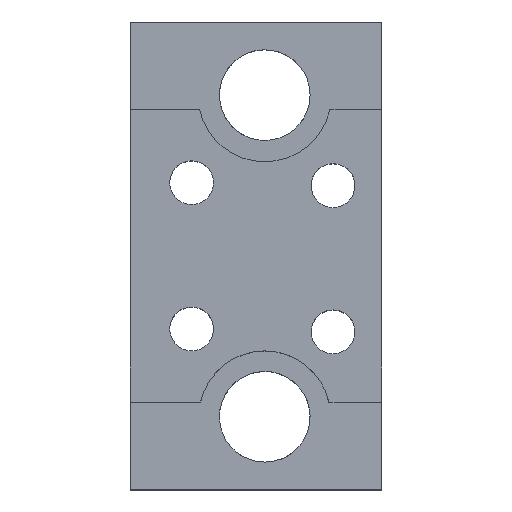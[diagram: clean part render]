
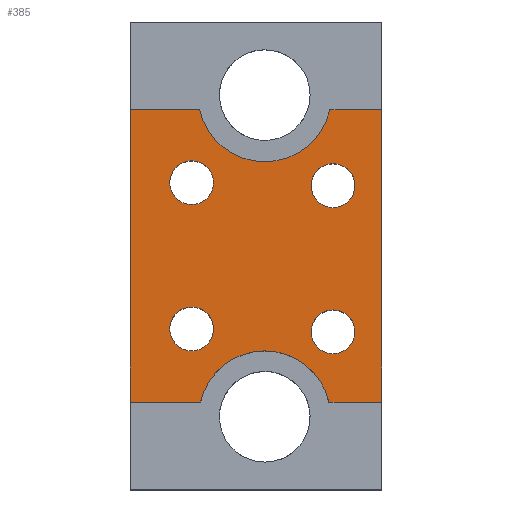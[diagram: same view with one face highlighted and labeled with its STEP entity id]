
A CAD part, top view. The second image highlights one B-rep face of the part: STEP entity #385.
In plain terms, the highlighted planar face has unit normal (0, 0, 1).
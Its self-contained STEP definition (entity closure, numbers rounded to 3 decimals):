
#22=LINE('',#562,#54);
#30=LINE('',#593,#62);
#36=LINE('',#611,#68);
#43=LINE('',#631,#75);
#44=LINE('',#632,#76);
#45=LINE('',#633,#77);
#54=VECTOR('',#452,10.);
#62=VECTOR('',#482,10.);
#68=VECTOR('',#500,10.);
#75=VECTOR('',#521,10.);
#76=VECTOR('',#522,10.);
#77=VECTOR('',#523,10.);
#87=PLANE('',#423);
#103=FACE_BOUND('',#156,.T.);
#104=FACE_BOUND('',#157,.T.);
#105=FACE_BOUND('',#158,.T.);
#106=FACE_BOUND('',#159,.T.);
#123=FACE_OUTER_BOUND('',#155,.T.);
#155=EDGE_LOOP('',(#331,#332,#333,#334,#335,#336,#337,#338));
#156=EDGE_LOOP('',(#339));
#157=EDGE_LOOP('',(#340));
#158=EDGE_LOOP('',(#341));
#159=EDGE_LOOP('',(#342));
#168=CIRCLE('',#395,1.5);
#170=CIRCLE('',#398,1.5);
#172=CIRCLE('',#403,1.5);
#174=CIRCLE('',#406,1.5);
#175=CIRCLE('',#408,4.5);
#177=CIRCLE('',#412,4.567);
#184=VERTEX_POINT('',#539);
#186=VERTEX_POINT('',#544);
#187=VERTEX_POINT('',#547);
#194=VERTEX_POINT('',#560);
#198=VERTEX_POINT('',#572);
#200=VERTEX_POINT('',#577);
#201=VERTEX_POINT('',#580);
#203=VERTEX_POINT('',#583);
#206=VERTEX_POINT('',#591);
#207=VERTEX_POINT('',#595);
#209=VERTEX_POINT('',#598);
#218=VERTEX_POINT('',#630);
#220=EDGE_CURVE('',#184,#184,#168,.T.);
#222=EDGE_CURVE('',#186,#186,#170,.T.);
#230=EDGE_CURVE('',#194,#187,#22,.T.);
#235=EDGE_CURVE('',#198,#198,#172,.T.);
#237=EDGE_CURVE('',#200,#200,#174,.T.);
#239=EDGE_CURVE('',#203,#201,#175,.T.);
#244=EDGE_CURVE('',#201,#206,#30,.T.);
#246=EDGE_CURVE('',#209,#207,#177,.T.);
#253=EDGE_CURVE('',#207,#187,#36,.T.);
#263=EDGE_CURVE('',#206,#218,#43,.T.);
#264=EDGE_CURVE('',#218,#209,#44,.T.);
#265=EDGE_CURVE('',#203,#194,#45,.T.);
#331=ORIENTED_EDGE('',*,*,#239,.T.);
#332=ORIENTED_EDGE('',*,*,#244,.T.);
#333=ORIENTED_EDGE('',*,*,#263,.T.);
#334=ORIENTED_EDGE('',*,*,#264,.T.);
#335=ORIENTED_EDGE('',*,*,#246,.T.);
#336=ORIENTED_EDGE('',*,*,#253,.T.);
#337=ORIENTED_EDGE('',*,*,#230,.F.);
#338=ORIENTED_EDGE('',*,*,#265,.F.);
#339=ORIENTED_EDGE('',*,*,#220,.T.);
#340=ORIENTED_EDGE('',*,*,#222,.T.);
#341=ORIENTED_EDGE('',*,*,#235,.T.);
#342=ORIENTED_EDGE('',*,*,#237,.T.);
#385=ADVANCED_FACE('',(#123,#103,#104,#105,#106),#87,.T.);
#395=AXIS2_PLACEMENT_3D('',#540,#435,#436);
#398=AXIS2_PLACEMENT_3D('',#545,#441,#442);
#403=AXIS2_PLACEMENT_3D('',#573,#462,#463);
#406=AXIS2_PLACEMENT_3D('',#578,#468,#469);
#408=AXIS2_PLACEMENT_3D('',#584,#473,#474);
#412=AXIS2_PLACEMENT_3D('',#599,#486,#487);
#423=AXIS2_PLACEMENT_3D('',#629,#519,#520);
#435=DIRECTION('center_axis',(0.,0.,-1.));
#436=DIRECTION('ref_axis',(1.,0.,0.));
#441=DIRECTION('center_axis',(0.,0.,-1.));
#442=DIRECTION('ref_axis',(1.,0.,0.));
#452=DIRECTION('',(0.,1.,0.));
#462=DIRECTION('center_axis',(0.,0.,-1.));
#463=DIRECTION('ref_axis',(1.,0.,0.));
#468=DIRECTION('center_axis',(0.,0.,-1.));
#469=DIRECTION('ref_axis',(1.,0.,0.));
#473=DIRECTION('center_axis',(0.,0.,-1.));
#474=DIRECTION('ref_axis',(1.,0.,0.));
#482=DIRECTION('',(1.,0.,0.));
#486=DIRECTION('center_axis',(0.,0.,-1.));
#487=DIRECTION('ref_axis',(1.,0.,0.));
#500=DIRECTION('',(-1.,0.,0.));
#519=DIRECTION('center_axis',(0.,0.,1.));
#520=DIRECTION('ref_axis',(0.,1.,0.));
#521=DIRECTION('',(0.,1.,0.));
#522=DIRECTION('',(-1.,0.,0.));
#523=DIRECTION('',(-1.,0.,0.));
#539=CARTESIAN_POINT('',(3.167,-15.199,12.));
#540=CARTESIAN_POINT('Origin',(4.667,-15.199,12.));
#544=CARTESIAN_POINT('',(3.167,-5.199,12.));
#545=CARTESIAN_POINT('Origin',(4.667,-5.199,12.));
#547=CARTESIAN_POINT('',(-9.2,0.,12.));
#560=CARTESIAN_POINT('',(-9.2,-20.,12.));
#562=CARTESIAN_POINT('',(-9.2,-10.,12.));
#572=CARTESIAN_POINT('',(-6.5,-15.,12.));
#573=CARTESIAN_POINT('Origin',(-5.,-15.,12.));
#577=CARTESIAN_POINT('',(-6.5,-5.,12.));
#578=CARTESIAN_POINT('Origin',(-5.,-5.,12.));
#580=CARTESIAN_POINT('',(4.387,-20.,12.));
#583=CARTESIAN_POINT('',(-4.387,-20.,12.));
#584=CARTESIAN_POINT('Origin',(0.,-21.,12.));
#591=CARTESIAN_POINT('',(8.,-20.,12.));
#593=CARTESIAN_POINT('',(1.,-20.,12.));
#595=CARTESIAN_POINT('',(-4.456,0.,12.));
#598=CARTESIAN_POINT('',(4.456,0.,12.));
#599=CARTESIAN_POINT('Origin',(0.,1.,12.));
#611=CARTESIAN_POINT('',(1.,0.,12.));
#629=CARTESIAN_POINT('Origin',(1.,-10.,12.));
#630=CARTESIAN_POINT('',(8.,0.,12.));
#631=CARTESIAN_POINT('',(8.,-10.,12.));
#632=CARTESIAN_POINT('',(1.,0.,12.));
#633=CARTESIAN_POINT('',(-5.,-20.,12.));
